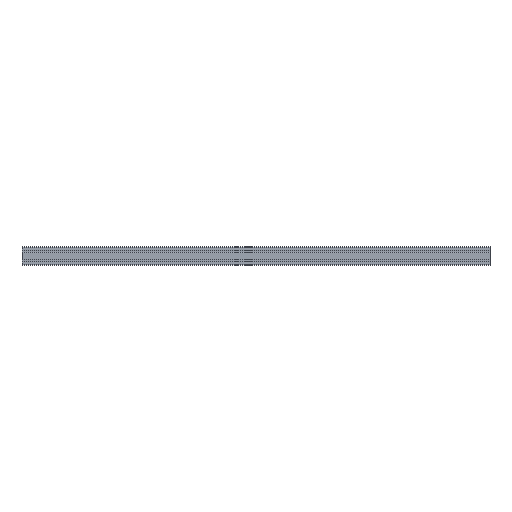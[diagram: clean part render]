
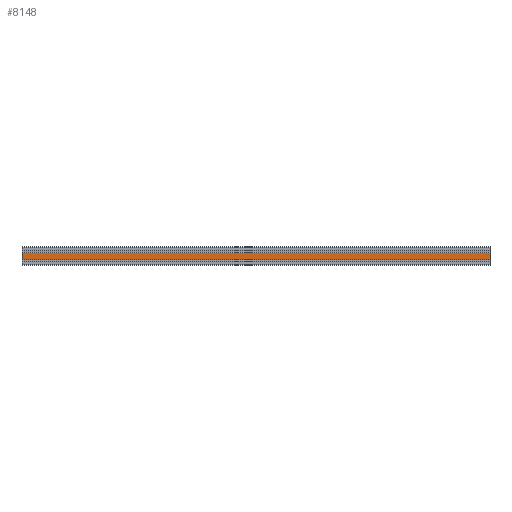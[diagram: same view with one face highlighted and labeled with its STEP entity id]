
A CAD part, left-side view. The second image highlights one B-rep face of the part: STEP entity #8148.
In plain terms, the highlighted planar face has unit normal (-1, 0, 0).
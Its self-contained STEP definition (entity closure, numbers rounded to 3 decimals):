
#119=PLANE('',#8762);
#400=FACE_OUTER_BOUND('',#820,.T.);
#820=EDGE_LOOP('',(#5903,#5904,#5905,#5906));
#1428=LINE('',#12849,#2230);
#1429=LINE('',#12853,#2231);
#1430=LINE('',#12855,#2232);
#1431=LINE('',#12856,#2233);
#2230=VECTOR('',#10294,10.);
#2231=VECTOR('',#10299,10.);
#2232=VECTOR('',#10300,10.);
#2233=VECTOR('',#10301,10.);
#3503=VERTEX_POINT('',#12846);
#3504=VERTEX_POINT('',#12848);
#3505=VERTEX_POINT('',#12852);
#3506=VERTEX_POINT('',#12854);
#4493=EDGE_CURVE('',#3504,#3503,#1428,.T.);
#4495=EDGE_CURVE('',#3505,#3503,#1429,.T.);
#4496=EDGE_CURVE('',#3506,#3505,#1430,.T.);
#4497=EDGE_CURVE('',#3506,#3504,#1431,.T.);
#5903=ORIENTED_EDGE('',*,*,#4495,.F.);
#5904=ORIENTED_EDGE('',*,*,#4496,.F.);
#5905=ORIENTED_EDGE('',*,*,#4497,.T.);
#5906=ORIENTED_EDGE('',*,*,#4493,.T.);
#8148=ADVANCED_FACE('',(#400),#119,.T.);
#8762=AXIS2_PLACEMENT_3D('',#12851,#10297,#10298);
#10294=DIRECTION('',(0.,-1.,0.));
#10297=DIRECTION('center_axis',(-1.,0.,0.));
#10298=DIRECTION('ref_axis',(0.,0.,-1.));
#10299=DIRECTION('',(0.,0.,-1.));
#10300=DIRECTION('',(0.,-1.,0.));
#10301=DIRECTION('',(0.,0.,-1.));
#12846=CARTESIAN_POINT('',(-60.,-1000.,-15.187));
#12848=CARTESIAN_POINT('',(-60.,1000.,-15.187));
#12849=CARTESIAN_POINT('',(-60.,0.,-15.187));
#12851=CARTESIAN_POINT('Origin',(-60.,0.,14.813));
#12852=CARTESIAN_POINT('',(-60.,-1000.,14.813));
#12853=CARTESIAN_POINT('',(-60.,-1000.,7.404));
#12854=CARTESIAN_POINT('',(-60.,1000.,14.813));
#12855=CARTESIAN_POINT('',(-60.,0.,14.813));
#12856=CARTESIAN_POINT('',(-60.,1000.,7.404));
